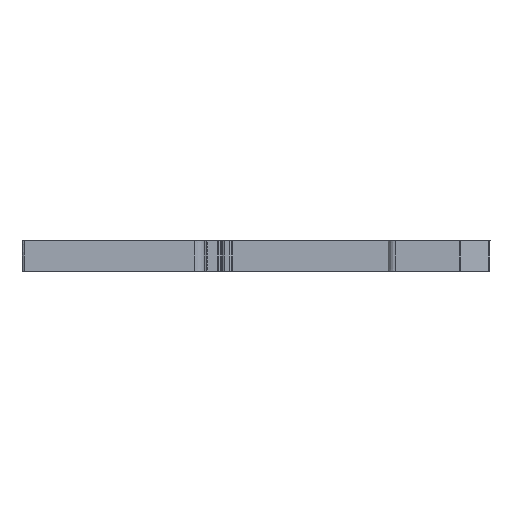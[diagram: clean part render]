
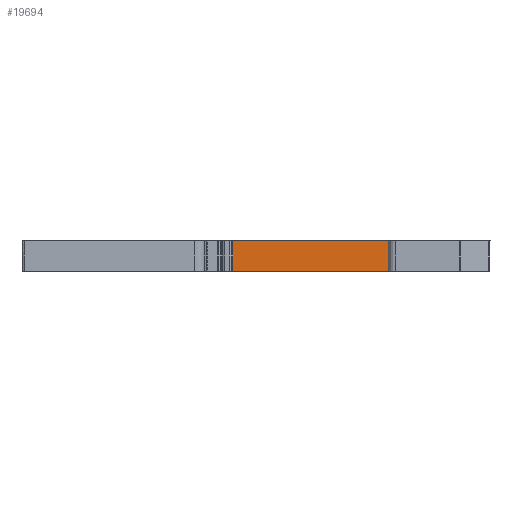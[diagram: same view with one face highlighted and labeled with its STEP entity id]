
A CAD part, front view. The second image highlights one B-rep face of the part: STEP entity #19694.
In plain terms, the highlighted face is a extrusion surface.
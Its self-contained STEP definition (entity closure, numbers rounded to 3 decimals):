
#39 = B_SPLINE_SURFACE_WITH_KNOTS('',3,3,(
    (#40,#41,#42,#43)
    ,(#44,#45,#46,#47)
    ,(#48,#49,#50,#51)
    ,(#52,#53,#54,#55
    )),.UNSPECIFIED.,.F.,.F.,.F.,(4,4),(4,4),(0.,1.),(0.,1.),
  .PIECEWISE_BEZIER_KNOTS.);
#40 = CARTESIAN_POINT('',(-53.217,-35.012,
    0.));
#41 = CARTESIAN_POINT('',(-62.701,-4.333,
    0.));
#42 = CARTESIAN_POINT('',(-72.185,26.345,
    0.001));
#43 = CARTESIAN_POINT('',(-81.669,57.024,
    0.001));
#44 = CARTESIAN_POINT('',(-20.614,-24.932,
    0.));
#45 = CARTESIAN_POINT('',(-30.098,5.746,
    0.));
#46 = CARTESIAN_POINT('',(-39.582,36.424,
    0.001));
#47 = CARTESIAN_POINT('',(-49.066,67.103,
    0.001));
#48 = CARTESIAN_POINT('',(11.99,-14.853,
    0.));
#49 = CARTESIAN_POINT('',(2.505,15.825,
    0.));
#50 = CARTESIAN_POINT('',(-6.979,46.504,
    0.001));
#51 = CARTESIAN_POINT('',(-16.463,77.182,
    0.001));
#52 = CARTESIAN_POINT('',(44.593,-4.774,
    0.001));
#53 = CARTESIAN_POINT('',(35.109,25.904,
    0.001));
#54 = CARTESIAN_POINT('',(25.624,56.583,
    0.001));
#55 = CARTESIAN_POINT('',(16.14,87.261,
    0.001));
#7872 = VERTEX_POINT('',#7873);
#7873 = CARTESIAN_POINT('',(-15.4,0.806,
    0.));
#7887 = PLANE('',#7888);
#7888 = AXIS2_PLACEMENT_3D('',#7889,#7890,#7891);
#7889 = CARTESIAN_POINT('',(-15.55,0.766,
    6.1));
#7890 = DIRECTION('',(-0.259,0.966,0.
    ));
#7891 = DIRECTION('',(0.966,0.259,0.)
  );
#7900 = EDGE_CURVE('',#7901,#7872,#7903,.T.);
#7901 = VERTEX_POINT('',#7902);
#7902 = CARTESIAN_POINT('',(16.341,0.806,
    0.001));
#7903 = SURFACE_CURVE('',#7904,(#7918,#7924),.PCURVE_S1.);
#7904 = B_SPLINE_CURVE_WITH_KNOTS('',3,(#7905,#7906,#7907,#7908,#7909,
    #7910,#7911,#7912,#7913,#7914,#7915,#7916,#7917),.UNSPECIFIED.,.F.,
  .F.,(4,3,3,3,4),(0.,0.25,0.5,0.75,
    1.),.UNSPECIFIED.);
#7905 = CARTESIAN_POINT('',(16.341,0.806,
    0.001));
#7906 = CARTESIAN_POINT('',(13.695,0.806,
    0.001));
#7907 = CARTESIAN_POINT('',(11.05,0.806,
    0.));
#7908 = CARTESIAN_POINT('',(8.405,0.806,
    0.));
#7909 = CARTESIAN_POINT('',(5.76,0.806,
    0.));
#7910 = CARTESIAN_POINT('',(3.115,0.806,
    0.));
#7911 = CARTESIAN_POINT('',(0.47,0.806,
    0.));
#7912 = CARTESIAN_POINT('',(-2.175,0.806,
    0.));
#7913 = CARTESIAN_POINT('',(-4.82,0.806,
    0.));
#7914 = CARTESIAN_POINT('',(-7.465,0.806,
    0.));
#7915 = CARTESIAN_POINT('',(-10.11,0.806,
    0.));
#7916 = CARTESIAN_POINT('',(-12.755,0.806,
    0.));
#7917 = CARTESIAN_POINT('',(-15.4,0.806,
    0.));
#7918 = PCURVE('',#39,#7919);
#7919 = DEFINITIONAL_REPRESENTATION('',(#7920),#7923);
#7920 = B_SPLINE_CURVE_WITH_KNOTS('',1,(#7921,#7922),.UNSPECIFIED.,.F.,
  .F.,(2,2),(0.,1.),.PIECEWISE_BEZIER_KNOTS.);
#7921 = CARTESIAN_POINT('',(0.752,0.142));
#7922 = CARTESIAN_POINT('',(0.456,0.239));
#7923 = ( GEOMETRIC_REPRESENTATION_CONTEXT(2) 
PARAMETRIC_REPRESENTATION_CONTEXT() REPRESENTATION_CONTEXT('2D SPACE',''
  ) );
#7924 = PCURVE('',#7925,#7933);
#7925 = SURFACE_OF_LINEAR_EXTRUSION('',#7926,#7931);
#7926 = B_SPLINE_CURVE_WITH_KNOTS('',3,(#7927,#7928,#7929,#7930),
  .UNSPECIFIED.,.F.,.F.,(4,4),(0.,1.),.PIECEWISE_BEZIER_KNOTS.);
#7927 = CARTESIAN_POINT('',(16.341,0.806,
    6.101));
#7928 = CARTESIAN_POINT('',(5.76,0.806,6.1
    ));
#7929 = CARTESIAN_POINT('',(-4.82,0.806,
    6.1));
#7930 = CARTESIAN_POINT('',(-15.4,0.806,
    6.1));
#7931 = VECTOR('',#7932,1.);
#7932 = DIRECTION('',(0.,0.,
    -1.));
#7933 = DEFINITIONAL_REPRESENTATION('',(#7934),#7938);
#7934 = LINE('',#7935,#7936);
#7935 = CARTESIAN_POINT('',(0.,6.1));
#7936 = VECTOR('',#7937,1.);
#7937 = DIRECTION('',(1.,0.));
#7938 = ( GEOMETRIC_REPRESENTATION_CONTEXT(2) 
PARAMETRIC_REPRESENTATION_CONTEXT() REPRESENTATION_CONTEXT('2D SPACE',''
  ) );
#7956 = PLANE('',#7957);
#7957 = AXIS2_PLACEMENT_3D('',#7958,#7959,#7960);
#7958 = CARTESIAN_POINT('',(16.341,0.806,
    6.101));
#7959 = DIRECTION('',(0.131,0.991,0.));
#7960 = DIRECTION('',(0.991,-0.131,0.
    ));
#8998 = B_SPLINE_SURFACE_WITH_KNOTS('',3,3,(
    (#8999,#9000,#9001,#9002)
    ,(#9003,#9004,#9005,#9006)
    ,(#9007,#9008,#9009,#9010)
    ,(#9011,#9012,#9013,#9014
    )),.UNSPECIFIED.,.F.,.F.,.F.,(4,4),(4,4),(0.,1.),(0.,1.),
  .PIECEWISE_BEZIER_KNOTS.);
#8999 = CARTESIAN_POINT('',(-53.217,-35.012,6.1)
  );
#9000 = CARTESIAN_POINT('',(-62.701,-4.333,
    6.1));
#9001 = CARTESIAN_POINT('',(-72.185,26.345,
    6.101));
#9002 = CARTESIAN_POINT('',(-81.669,57.023,
    6.101));
#9003 = CARTESIAN_POINT('',(-20.614,-24.932,
    6.1));
#9004 = CARTESIAN_POINT('',(-30.098,5.746,6.1)
  );
#9005 = CARTESIAN_POINT('',(-39.582,36.424,
    6.101));
#9006 = CARTESIAN_POINT('',(-49.066,67.103,
    6.101));
#9007 = CARTESIAN_POINT('',(11.99,-14.853,
    6.1));
#9008 = CARTESIAN_POINT('',(2.505,15.825,
    6.1));
#9009 = CARTESIAN_POINT('',(-6.979,46.503,
    6.101));
#9010 = CARTESIAN_POINT('',(-16.463,77.182,
    6.101));
#9011 = CARTESIAN_POINT('',(44.593,-4.774,
    6.101));
#9012 = CARTESIAN_POINT('',(35.109,25.904,6.101)
  );
#9013 = CARTESIAN_POINT('',(25.624,56.583,
    6.101));
#9014 = CARTESIAN_POINT('',(16.14,87.261,
    6.101));
#14540 = VERTEX_POINT('',#14541);
#14541 = CARTESIAN_POINT('',(-15.4,0.806,
    6.1));
#14563 = EDGE_CURVE('',#14540,#14564,#14566,.T.);
#14564 = VERTEX_POINT('',#14565);
#14565 = CARTESIAN_POINT('',(16.341,0.806,
    6.101));
#14566 = SURFACE_CURVE('',#14567,(#14572,#14578),.PCURVE_S1.);
#14567 = B_SPLINE_CURVE_WITH_KNOTS('',3,(#14568,#14569,#14570,#14571),
  .UNSPECIFIED.,.F.,.F.,(4,4),(0.,1.),.PIECEWISE_BEZIER_KNOTS.);
#14568 = CARTESIAN_POINT('',(-15.4,0.806,
    6.1));
#14569 = CARTESIAN_POINT('',(-4.82,0.806,
    6.1));
#14570 = CARTESIAN_POINT('',(5.76,0.806,
    6.1));
#14571 = CARTESIAN_POINT('',(16.341,0.806,
    6.101));
#14572 = PCURVE('',#8998,#14573);
#14573 = DEFINITIONAL_REPRESENTATION('',(#14574),#14577);
#14574 = B_SPLINE_CURVE_WITH_KNOTS('',1,(#14575,#14576),.UNSPECIFIED.,
  .F.,.F.,(2,2),(0.,1.),.PIECEWISE_BEZIER_KNOTS.);
#14575 = CARTESIAN_POINT('',(0.456,0.239));
#14576 = CARTESIAN_POINT('',(0.752,0.142));
#14577 = ( GEOMETRIC_REPRESENTATION_CONTEXT(2) 
PARAMETRIC_REPRESENTATION_CONTEXT() REPRESENTATION_CONTEXT('2D SPACE',''
  ) );
#14578 = PCURVE('',#7925,#14579);
#14579 = DEFINITIONAL_REPRESENTATION('',(#14580),#14584);
#14580 = LINE('',#14581,#14582);
#14581 = CARTESIAN_POINT('',(1.,0.));
#14582 = VECTOR('',#14583,1.);
#14583 = DIRECTION('',(-1.,0.));
#14584 = ( GEOMETRIC_REPRESENTATION_CONTEXT(2) 
PARAMETRIC_REPRESENTATION_CONTEXT() REPRESENTATION_CONTEXT('2D SPACE',''
  ) );
#19674 = EDGE_CURVE('',#14540,#7872,#19675,.T.);
#19675 = SURFACE_CURVE('',#19676,(#19680,#19687),.PCURVE_S1.);
#19676 = LINE('',#19677,#19678);
#19677 = CARTESIAN_POINT('',(-15.4,0.806,
    6.1));
#19678 = VECTOR('',#19679,1.);
#19679 = DIRECTION('',(0.,0.,
    -1.));
#19680 = PCURVE('',#7887,#19681);
#19681 = DEFINITIONAL_REPRESENTATION('',(#19682),#19686);
#19682 = LINE('',#19683,#19684);
#19683 = CARTESIAN_POINT('',(0.155,0.));
#19684 = VECTOR('',#19685,1.);
#19685 = DIRECTION('',(0.,1.));
#19686 = ( GEOMETRIC_REPRESENTATION_CONTEXT(2) 
PARAMETRIC_REPRESENTATION_CONTEXT() REPRESENTATION_CONTEXT('2D SPACE',''
  ) );
#19687 = PCURVE('',#7925,#19688);
#19688 = DEFINITIONAL_REPRESENTATION('',(#19689),#19693);
#19689 = LINE('',#19690,#19691);
#19690 = CARTESIAN_POINT('',(1.,0.));
#19691 = VECTOR('',#19692,1.);
#19692 = DIRECTION('',(0.,1.));
#19693 = ( GEOMETRIC_REPRESENTATION_CONTEXT(2) 
PARAMETRIC_REPRESENTATION_CONTEXT() REPRESENTATION_CONTEXT('2D SPACE',''
  ) );
#19694 = ADVANCED_FACE('',(#19695),#7925,.T.);
#19695 = FACE_BOUND('',#19696,.T.);
#19696 = EDGE_LOOP('',(#19697,#19698,#19699,#19700));
#19697 = ORIENTED_EDGE('',*,*,#14563,.F.);
#19698 = ORIENTED_EDGE('',*,*,#19674,.T.);
#19699 = ORIENTED_EDGE('',*,*,#7900,.F.);
#19700 = ORIENTED_EDGE('',*,*,#19701,.F.);
#19701 = EDGE_CURVE('',#14564,#7901,#19702,.T.);
#19702 = SURFACE_CURVE('',#19703,(#19707,#19714),.PCURVE_S1.);
#19703 = LINE('',#19704,#19705);
#19704 = CARTESIAN_POINT('',(16.341,0.806,
    6.101));
#19705 = VECTOR('',#19706,1.);
#19706 = DIRECTION('',(0.,0.,
    -1.));
#19707 = PCURVE('',#7925,#19708);
#19708 = DEFINITIONAL_REPRESENTATION('',(#19709),#19713);
#19709 = LINE('',#19710,#19711);
#19710 = CARTESIAN_POINT('',(0.,0.));
#19711 = VECTOR('',#19712,1.);
#19712 = DIRECTION('',(0.,1.));
#19713 = ( GEOMETRIC_REPRESENTATION_CONTEXT(2) 
PARAMETRIC_REPRESENTATION_CONTEXT() REPRESENTATION_CONTEXT('2D SPACE',''
  ) );
#19714 = PCURVE('',#7956,#19715);
#19715 = DEFINITIONAL_REPRESENTATION('',(#19716),#19720);
#19716 = LINE('',#19717,#19718);
#19717 = CARTESIAN_POINT('',(0.,0.));
#19718 = VECTOR('',#19719,1.);
#19719 = DIRECTION('',(0.,1.));
#19720 = ( GEOMETRIC_REPRESENTATION_CONTEXT(2) 
PARAMETRIC_REPRESENTATION_CONTEXT() REPRESENTATION_CONTEXT('2D SPACE',''
  ) );
